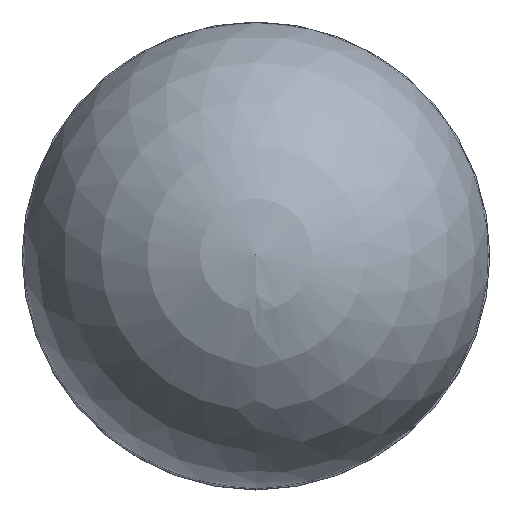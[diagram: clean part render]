
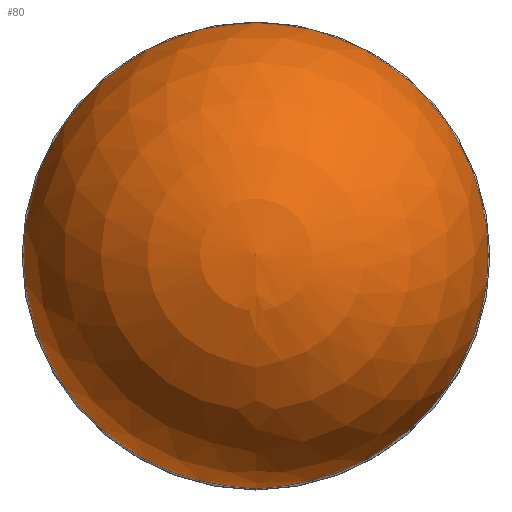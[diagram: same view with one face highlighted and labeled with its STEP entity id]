
A CAD part, top view. The second image highlights one B-rep face of the part: STEP entity #80.
In plain terms, the highlighted spherical face has radius 7 mm.
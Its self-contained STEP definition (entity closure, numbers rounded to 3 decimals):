
#56 = VERTEX_POINT('',#57);
#57 = CARTESIAN_POINT('',(0.,-5.745,9.));
#64 = EDGE_CURVE('',#56,#56,#65,.T.);
#65 = CIRCLE('',#66,5.745);
#66 = AXIS2_PLACEMENT_3D('',#67,#68,#69);
#67 = CARTESIAN_POINT('',(0.,0.,9.));
#68 = DIRECTION('',(0.,0.,1.));
#69 = DIRECTION('',(0.,-1.,0.));
#80 = ADVANCED_FACE('',(#81),#94,.T.);
#81 = FACE_BOUND('',#82,.F.);
#82 = EDGE_LOOP('',(#83,#92,#93));
#83 = ORIENTED_EDGE('',*,*,#84,.T.);
#84 = EDGE_CURVE('',#85,#56,#87,.T.);
#85 = VERTEX_POINT('',#86);
#86 = CARTESIAN_POINT('',(0.,0.,20.));
#87 = CIRCLE('',#88,7.);
#88 = AXIS2_PLACEMENT_3D('',#89,#90,#91);
#89 = CARTESIAN_POINT('',(0.,0.,13.));
#90 = DIRECTION('',(1.,0.,0.));
#91 = DIRECTION('',(0.,1.,0.));
#92 = ORIENTED_EDGE('',*,*,#64,.F.);
#93 = ORIENTED_EDGE('',*,*,#84,.F.);
#94 = SPHERICAL_SURFACE('',#95,7.);
#95 = AXIS2_PLACEMENT_3D('',#96,#97,#98);
#96 = CARTESIAN_POINT('',(0.,0.,13.));
#97 = DIRECTION('',(0.,0.,-1.));
#98 = DIRECTION('',(0.,-1.,0.));
